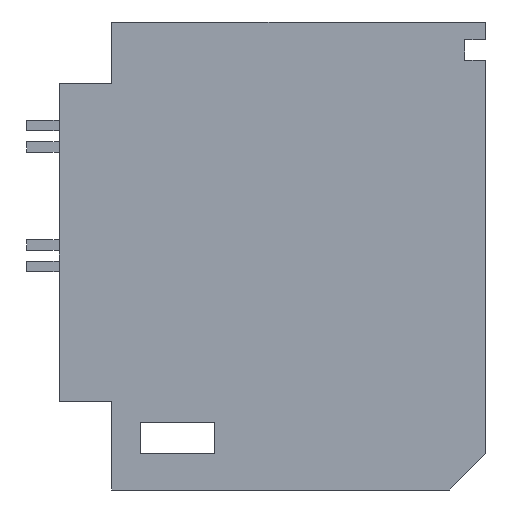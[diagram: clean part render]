
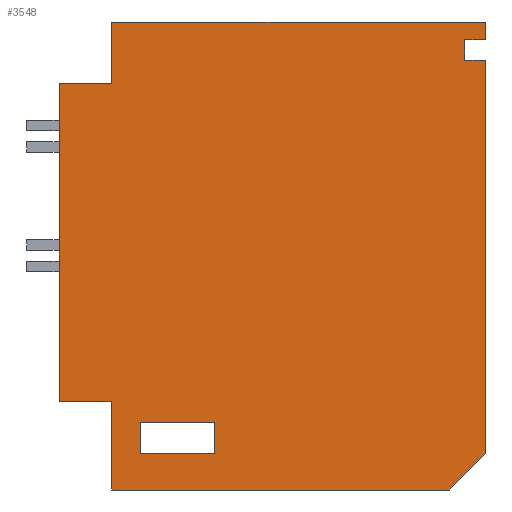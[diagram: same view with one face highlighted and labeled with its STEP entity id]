
A CAD part, left-side view. The second image highlights one B-rep face of the part: STEP entity #3548.
In plain terms, the highlighted planar face has unit normal (-1, 0, 0).
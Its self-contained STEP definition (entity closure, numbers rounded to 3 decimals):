
#1=DIRECTION('',(0.,-1.,0.));
#2=VECTOR('',#1,49.264);
#3=CARTESIAN_POINT('',(0.,-100.,-355.23));
#4=LINE('',#3,#2);
#5=DIRECTION('',(0.,-1.,0.));
#6=VECTOR('',#5,49.264);
#7=CARTESIAN_POINT('',(0.,-100.,-57.953));
#8=LINE('',#7,#6);
#9=DIRECTION('',(0.,0.,-1.));
#10=VECTOR('',#9,57.953);
#11=CARTESIAN_POINT('',(0.,-149.264,0.));
#12=LINE('',#11,#10);
#13=DIRECTION('',(0.,-1.,0.));
#14=VECTOR('',#13,350.236);
#15=CARTESIAN_POINT('',(0.,-149.264,0.));
#16=LINE('',#15,#14);
#17=DIRECTION('',(0.,0.,-1.));
#18=VECTOR('',#17,16.492);
#19=CARTESIAN_POINT('',(0.,-499.5,0.));
#20=LINE('',#19,#18);
#21=DIRECTION('',(0.,1.,0.));
#22=VECTOR('',#21,19.41);
#23=CARTESIAN_POINT('',(0.,-499.5,-16.492));
#24=LINE('',#23,#22);
#25=DIRECTION('',(0.,0.,1.));
#26=VECTOR('',#25,19.41);
#27=CARTESIAN_POINT('',(0.,-480.09,-35.902));
#28=LINE('',#27,#26);
#29=DIRECTION('',(0.,1.,0.));
#30=VECTOR('',#29,19.41);
#31=CARTESIAN_POINT('',(0.,-499.5,-35.902));
#32=LINE('',#31,#30);
#33=DIRECTION('',(0.,0.,-1.));
#34=VECTOR('',#33,368.488);
#35=CARTESIAN_POINT('',(0.,-499.5,-35.902));
#36=LINE('',#35,#34);
#37=DIRECTION('',(0.,-0.707,0.707));
#38=VECTOR('',#37,48.239);
#39=CARTESIAN_POINT('',(0.,-465.39,-438.5));
#40=LINE('',#39,#38);
#41=DIRECTION('',(0.,1.,0.));
#42=VECTOR('',#41,316.125);
#43=CARTESIAN_POINT('',(0.,-465.39,-438.5));
#44=LINE('',#43,#42);
#45=DIRECTION('',(0.,0.,1.));
#46=VECTOR('',#45,83.27);
#47=CARTESIAN_POINT('',(0.,-149.264,-438.5));
#48=LINE('',#47,#46);
#49=DIRECTION('',(0.,0.,1.));
#50=VECTOR('',#49,29.401);
#51=CARTESIAN_POINT('',(0.,-176.215,-404.231));
#52=LINE('',#51,#50);
#53=DIRECTION('',(0.,1.,0.));
#54=VECTOR('',#53,69.419);
#55=CARTESIAN_POINT('',(0.,-245.634,-404.231));
#56=LINE('',#55,#54);
#57=DIRECTION('',(0.,0.,-1.));
#58=VECTOR('',#57,29.401);
#59=CARTESIAN_POINT('',(0.,-245.634,-374.83));
#60=LINE('',#59,#58);
#61=DIRECTION('',(0.,-1.,0.));
#62=VECTOR('',#61,69.419);
#63=CARTESIAN_POINT('',(0.,-176.215,-374.83));
#64=LINE('',#63,#62);
#665=DIRECTION('',(0.,0.,-1.));
#666=VECTOR('',#665,297.277);
#667=CARTESIAN_POINT('',(0.,-100.,-57.953));
#668=LINE('',#667,#666);
#2681=CARTESIAN_POINT('',(0.,-499.5,0.));
#2683=VERTEX_POINT('',#2681);
#2733=CARTESIAN_POINT('',(0.,-100.,-355.23));
#2734=CARTESIAN_POINT('',(0.,-149.264,-355.23));
#2735=VERTEX_POINT('',#2733);
#2736=VERTEX_POINT('',#2734);
#2737=CARTESIAN_POINT('',(0.,-149.264,-438.5));
#2738=VERTEX_POINT('',#2737);
#2739=CARTESIAN_POINT('',(0.,-149.264,0.));
#2740=CARTESIAN_POINT('',(0.,-149.264,-57.953));
#2741=VERTEX_POINT('',#2739);
#2742=VERTEX_POINT('',#2740);
#2743=CARTESIAN_POINT('',(0.,-100.,-57.953));
#2744=VERTEX_POINT('',#2743);
#2745=CARTESIAN_POINT('',(0.,-499.5,-35.902));
#2746=CARTESIAN_POINT('',(0.,-480.09,-35.902));
#2747=VERTEX_POINT('',#2745);
#2748=VERTEX_POINT('',#2746);
#2749=CARTESIAN_POINT('',(0.,-480.09,-16.492));
#2750=VERTEX_POINT('',#2749);
#2751=CARTESIAN_POINT('',(0.,-499.5,-16.492));
#2752=VERTEX_POINT('',#2751);
#2753=CARTESIAN_POINT('',(0.,-176.215,-404.231));
#2754=CARTESIAN_POINT('',(0.,-176.215,-374.83));
#2755=VERTEX_POINT('',#2753);
#2756=VERTEX_POINT('',#2754);
#2757=CARTESIAN_POINT('',(0.,-245.634,-374.83));
#2758=VERTEX_POINT('',#2757);
#2759=CARTESIAN_POINT('',(0.,-245.634,-404.231));
#2760=VERTEX_POINT('',#2759);
#2761=CARTESIAN_POINT('',(0.,-465.39,-438.5));
#2762=CARTESIAN_POINT('',(0.,-499.5,-404.39));
#2763=VERTEX_POINT('',#2761);
#2764=VERTEX_POINT('',#2762);
#3505=CARTESIAN_POINT('',(0.,0.,0.));
#3506=DIRECTION('',(1.,0.,0.));
#3507=DIRECTION('',(0.,-1.,0.));
#3508=AXIS2_PLACEMENT_3D('',#3505,#3506,#3507);
#3509=PLANE('',#3508);
#3511=ORIENTED_EDGE('',*,*,#3510,.F.);
#3513=ORIENTED_EDGE('',*,*,#3512,.F.);
#3515=ORIENTED_EDGE('',*,*,#3514,.T.);
#3517=ORIENTED_EDGE('',*,*,#3516,.F.);
#3519=ORIENTED_EDGE('',*,*,#3518,.T.);
#3521=ORIENTED_EDGE('',*,*,#3520,.T.);
#3523=ORIENTED_EDGE('',*,*,#3522,.T.);
#3525=ORIENTED_EDGE('',*,*,#3524,.F.);
#3527=ORIENTED_EDGE('',*,*,#3526,.F.);
#3529=ORIENTED_EDGE('',*,*,#3528,.T.);
#3531=ORIENTED_EDGE('',*,*,#3530,.F.);
#3533=ORIENTED_EDGE('',*,*,#3532,.T.);
#3535=ORIENTED_EDGE('',*,*,#3534,.T.);
#3536=EDGE_LOOP('',(#3511,#3513,#3515,#3517,#3519,#3521,#3523,#3525,#3527,#3529,
#3531,#3533,#3535));
#3537=FACE_OUTER_BOUND('',#3536,.F.);
#3539=ORIENTED_EDGE('',*,*,#3538,.F.);
#3541=ORIENTED_EDGE('',*,*,#3540,.F.);
#3543=ORIENTED_EDGE('',*,*,#3542,.F.);
#3545=ORIENTED_EDGE('',*,*,#3544,.F.);
#3546=EDGE_LOOP('',(#3539,#3541,#3543,#3545));
#3547=FACE_BOUND('',#3546,.F.);
#3548=ADVANCED_FACE('',(#3537,#3547),#3509,.F.);
#3510=EDGE_CURVE('',#2735,#2736,#4,.T.);
#3512=EDGE_CURVE('',#2744,#2735,#668,.T.);
#3514=EDGE_CURVE('',#2744,#2742,#8,.T.);
#3516=EDGE_CURVE('',#2741,#2742,#12,.T.);
#3518=EDGE_CURVE('',#2741,#2683,#16,.T.);
#3520=EDGE_CURVE('',#2683,#2752,#20,.T.);
#3522=EDGE_CURVE('',#2752,#2750,#24,.T.);
#3524=EDGE_CURVE('',#2748,#2750,#28,.T.);
#3526=EDGE_CURVE('',#2747,#2748,#32,.T.);
#3528=EDGE_CURVE('',#2747,#2764,#36,.T.);
#3530=EDGE_CURVE('',#2763,#2764,#40,.T.);
#3532=EDGE_CURVE('',#2763,#2738,#44,.T.);
#3534=EDGE_CURVE('',#2738,#2736,#48,.T.);
#3538=EDGE_CURVE('',#2755,#2756,#52,.T.);
#3540=EDGE_CURVE('',#2760,#2755,#56,.T.);
#3542=EDGE_CURVE('',#2758,#2760,#60,.T.);
#3544=EDGE_CURVE('',#2756,#2758,#64,.T.);
